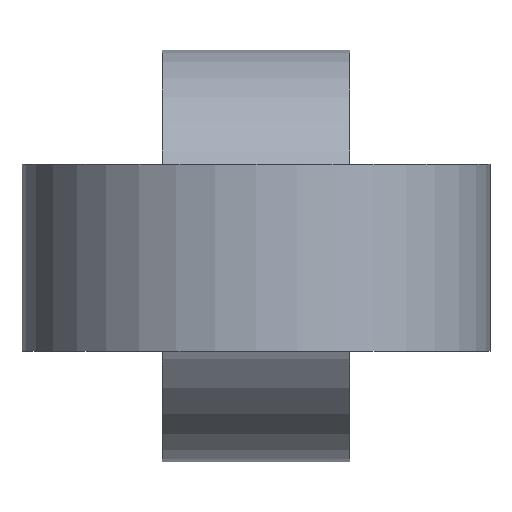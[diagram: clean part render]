
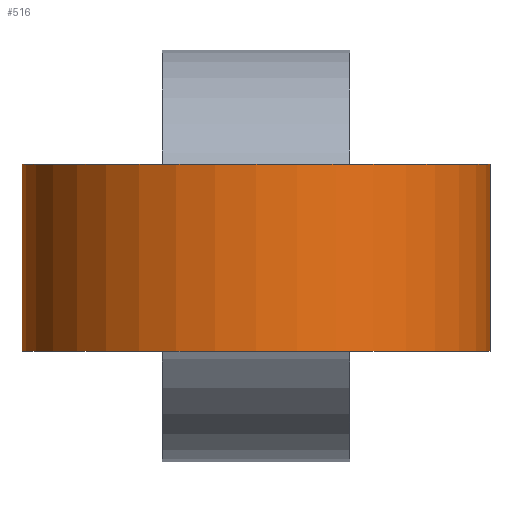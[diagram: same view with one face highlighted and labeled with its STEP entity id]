
A CAD part, front view. The second image highlights one B-rep face of the part: STEP entity #516.
In plain terms, the highlighted cylindrical face has radius 12.5 mm (diameter 25 mm), a partial arc.
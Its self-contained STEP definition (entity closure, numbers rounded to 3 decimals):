
#20 = AXIS2_PLACEMENT_3D ( 'NONE', #484, #313, #432 ) ;
#28 = EDGE_CURVE ( 'NONE', #518, #110, #247, .T. ) ;
#46 = ORIENTED_EDGE ( 'NONE', *, *, #28, .T. ) ;
#50 = VECTOR ( 'NONE', #419, 1000. ) ;
#110 = VERTEX_POINT ( 'NONE', #374 ) ;
#124 = DIRECTION ( 'NONE',  ( -1., 0., 0. ) ) ;
#134 = LINE ( 'NONE', #206, #50 ) ;
#138 = VECTOR ( 'NONE', #331, 1000. ) ;
#152 = FACE_OUTER_BOUND ( 'NONE', #361, .T. ) ;
#158 = VERTEX_POINT ( 'NONE', #327 ) ;
#164 = ORIENTED_EDGE ( 'NONE', *, *, #474, .F. ) ;
#169 = LINE ( 'NONE', #463, #138 ) ;
#197 = DIRECTION ( 'NONE',  ( 1., 0., 0. ) ) ;
#206 = CARTESIAN_POINT ( 'NONE',  ( -12.5, 0., 10. ) ) ;
#221 = VERTEX_POINT ( 'NONE', #413 ) ;
#223 = EDGE_CURVE ( 'NONE', #158, #518, #134, .T. ) ;
#225 = ORIENTED_EDGE ( 'NONE', *, *, #223, .T. ) ;
#231 = CARTESIAN_POINT ( 'NONE',  ( 0., 0., 10. ) ) ;
#234 = EDGE_CURVE ( 'NONE', #221, #110, #169, .T. ) ;
#247 = CIRCLE ( 'NONE', #20, 12.5 ) ;
#264 = ORIENTED_EDGE ( 'NONE', *, *, #234, .F. ) ;
#312 = DIRECTION ( 'NONE',  ( 0., 0., 1. ) ) ;
#313 = DIRECTION ( 'NONE',  ( 0., 0., 1. ) ) ;
#315 = DIRECTION ( 'NONE',  ( 0., 0., -1. ) ) ;
#318 = CARTESIAN_POINT ( 'NONE',  ( 0., 0., 10. ) ) ;
#327 = CARTESIAN_POINT ( 'NONE',  ( -12.5, 0., 10. ) ) ;
#331 = DIRECTION ( 'NONE',  ( 0., 0., -1. ) ) ;
#349 = AXIS2_PLACEMENT_3D ( 'NONE', #318, #312, #197 ) ;
#361 = EDGE_LOOP ( 'NONE', ( #46, #264, #164, #225 ) ) ;
#374 = CARTESIAN_POINT ( 'NONE',  ( 12.5, 0., 0. ) ) ;
#380 = AXIS2_PLACEMENT_3D ( 'NONE', #231, #315, #124 ) ;
#413 = CARTESIAN_POINT ( 'NONE',  ( 12.5, 0., 10. ) ) ;
#419 = DIRECTION ( 'NONE',  ( 0., 0., -1. ) ) ;
#429 = CIRCLE ( 'NONE', #349, 12.5 ) ;
#432 = DIRECTION ( 'NONE',  ( 1., 0., 0. ) ) ;
#463 = CARTESIAN_POINT ( 'NONE',  ( 12.5, 0., 10. ) ) ;
#474 = EDGE_CURVE ( 'NONE', #158, #221, #429, .T. ) ;
#484 = CARTESIAN_POINT ( 'NONE',  ( 0., 0., 0. ) ) ;
#516 = ADVANCED_FACE ( 'NONE', ( #152 ), #526, .T. ) ;
#518 = VERTEX_POINT ( 'NONE', #522 ) ;
#522 = CARTESIAN_POINT ( 'NONE',  ( -12.5, 0., 0. ) ) ;
#526 = CYLINDRICAL_SURFACE ( 'NONE', #380, 12.5 ) ;
